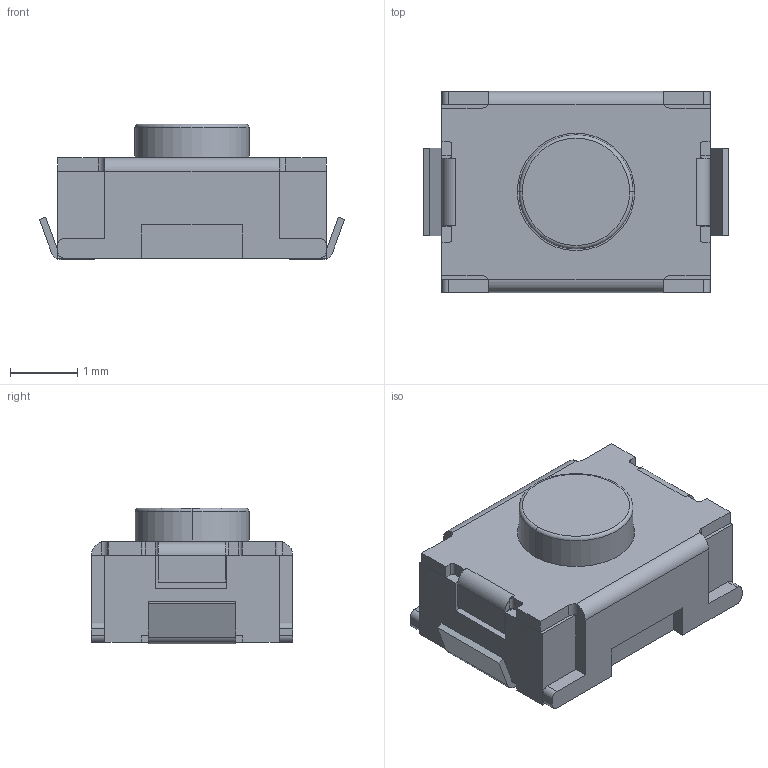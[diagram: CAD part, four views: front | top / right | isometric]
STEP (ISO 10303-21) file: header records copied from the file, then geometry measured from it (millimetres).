
FILE_DESCRIPTION(('FreeCAD Model'),'2;1');
FILE_NAME('Open CASCADE Shape Model','2024-08-03T17:21:01',(''),(''), 'Open CASCADE STEP processor 7.6','FreeCAD','Unknown');
FILE_SCHEMA(('AUTOMOTIVE_DESIGN { 1 0 10303 214 1 1 1 1 }'));
Length unit declared in the file: millimetre
Products named in the file (20): RrhL-SW1; SW-SMD_L4.0-W3.0-LS4.6; COMPOUND017; COMPOUND; COMPOUND001; COMPOUND002; COMPOUND003; COMPOUND004; COMPOUND005; COMPOUND006; COMPOUND007; COMPOUND008; COMPOUND009; COMPOUND010; COMPOUND011; COMPOUND012; COMPOUND013; COMPOUND014; COMPOUND015; COMPOUND016
Assembly tree (19 placements, depth 4):
  RrhL-SW1
    SW-SMD_L4.0-W3.0-LS4.6
      COMPOUND017
        COMPOUND
        COMPOUND001
        COMPOUND002
        COMPOUND003
        COMPOUND004
        COMPOUND005
        COMPOUND006
        COMPOUND007
        COMPOUND008
        COMPOUND009
        COMPOUND010
        COMPOUND011
        COMPOUND012
        COMPOUND013
        COMPOUND014
        COMPOUND015
        COMPOUND016
Bounding box: 4.55 x 3 x 2.02 mm (x, y, z)
Volume: 18.1 mm3; surface area: 87.3 mm2
Topology: 17 solids, 17 shells, 433 faces, 1147 edges, 756 vertices
Faces by surface type: plane 287, bspline 112, cylinder 32, torus 2
Entity records: 30940 total; most frequent: CARTESIAN_POINT 8184, DIRECTION 3483, LINE 2609, VECTOR 2609, ORIENTED_EDGE 2294, PCURVE 2294, DEFINITIONAL_REPRESENTATION 2294, EDGE_CURVE 1147
